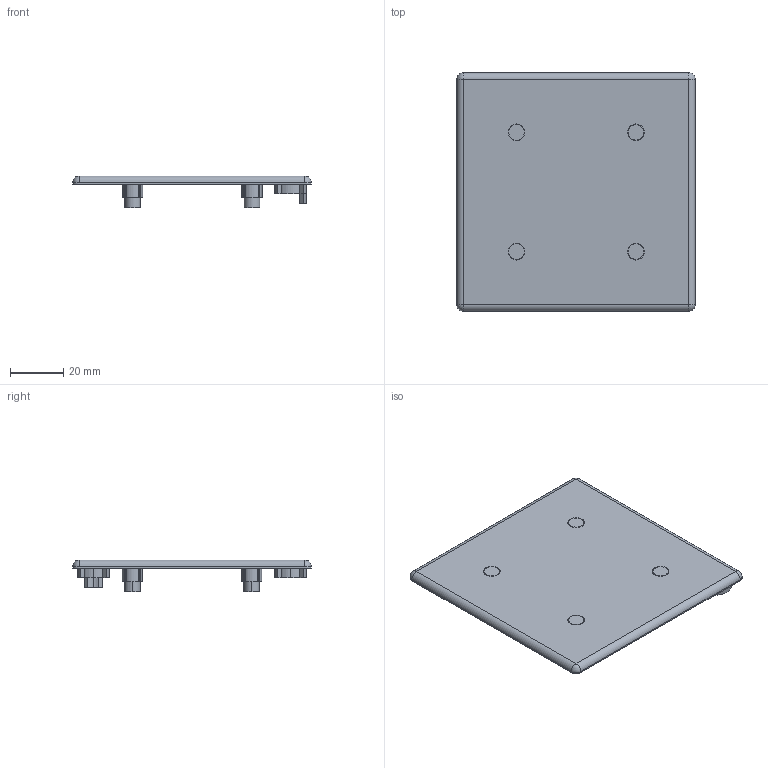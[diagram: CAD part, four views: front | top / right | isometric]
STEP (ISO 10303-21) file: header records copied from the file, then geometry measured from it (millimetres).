
FILE_DESCRIPTION (( 'STEP AP203' ), '1' );
FILE_NAME ('60-030-0 _ Pins pushed in.STEP', '2022-01-27T15:22:33', ( '' ), ( '' ), 'SwSTEP 2.0', 'SolidWorks 2021', '' );
FILE_SCHEMA (( 'CONFIG_CONTROL_DESIGN' ));
Length unit declared in the file: millimetre
Products named in the file (1): 60-030-0 _ Pins pushed in
Bounding box: 90 x 90 x 12 mm (x, y, z)
Volume: 19535.4 mm3; surface area: 19436.7 mm2
Topology: 1 solids, 1 shells, 215 faces, 508 edges, 332 vertices
Faces by surface type: cylinder 112, plane 99, sphere 4
Entity records: 6303 total; most frequent: DIRECTION 1160, CARTESIAN_POINT 1052, ORIENTED_EDGE 1008, EDGE_CURVE 504, AXIS2_PLACEMENT_3D 440, VERTEX_POINT 332, LINE 280, VECTOR 280
